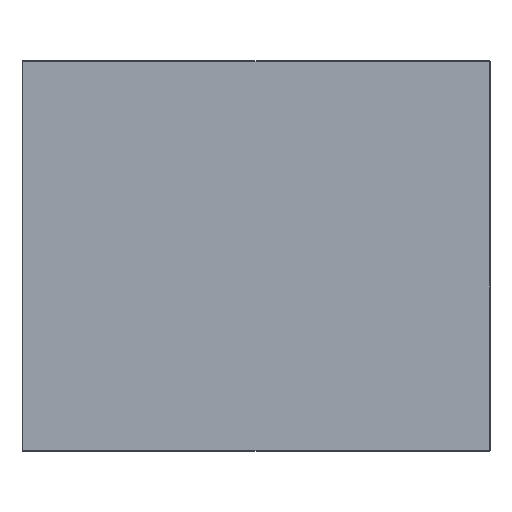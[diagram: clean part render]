
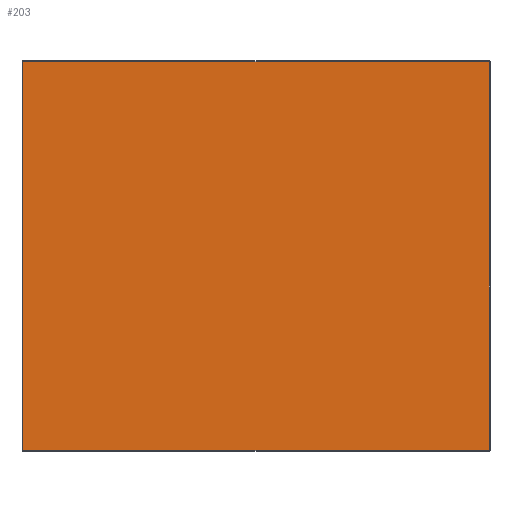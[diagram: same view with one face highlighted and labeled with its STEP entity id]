
A CAD part, top view. The second image highlights one B-rep face of the part: STEP entity #203.
In plain terms, the highlighted face is planar.
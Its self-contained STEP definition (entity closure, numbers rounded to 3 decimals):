
#203=ADVANCED_FACE('',(#261),#916,.T.);
#261=FACE_OUTER_BOUND('',#320,.T.);
#320=EDGE_LOOP('',(#499,#500,#501,#502));
#499=ORIENTED_EDGE('',*,*,#675,.F.);
#500=ORIENTED_EDGE('',*,*,#676,.F.);
#501=ORIENTED_EDGE('',*,*,#677,.F.);
#502=ORIENTED_EDGE('',*,*,#674,.F.);
#674=EDGE_CURVE('',#873,#874,#795,.T.);
#675=EDGE_CURVE('',#875,#873,#796,.T.);
#676=EDGE_CURVE('',#876,#875,#797,.T.);
#677=EDGE_CURVE('',#874,#876,#798,.T.);
#795=B_SPLINE_CURVE_WITH_KNOTS('',1,(#1767,#1768),.UNSPECIFIED.,.F.,.F.,
(2,2),(-498.,0.),.UNSPECIFIED.);
#796=B_SPLINE_CURVE_WITH_KNOTS('',1,(#1769,#1770),.UNSPECIFIED.,.F.,.F.,
(2,2),(-598.,0.),.UNSPECIFIED.);
#797=B_SPLINE_CURVE_WITH_KNOTS('',1,(#1771,#1772),.UNSPECIFIED.,.F.,.F.,
(2,2),(-498.,0.),.UNSPECIFIED.);
#798=B_SPLINE_CURVE_WITH_KNOTS('',1,(#1773,#1774),.UNSPECIFIED.,.F.,.F.,
(2,2),(-598.,0.),.UNSPECIFIED.);
#873=VERTEX_POINT('',#1713);
#874=VERTEX_POINT('',#1714);
#875=VERTEX_POINT('',#1715);
#876=VERTEX_POINT('',#1716);
#916=PLANE('',#1085);
#1085=AXIS2_PLACEMENT_3D('',#1404,#1159,$);
#1159=DIRECTION('',(0.,1.,0.));
#1404=CARTESIAN_POINT('',(-358.8,50.,298.8));
#1713=CARTESIAN_POINT('',(299.,50.,-249.));
#1714=CARTESIAN_POINT('',(299.,50.,249.));
#1715=CARTESIAN_POINT('',(-299.,50.,-249.));
#1716=CARTESIAN_POINT('',(-299.,50.,249.));
#1767=CARTESIAN_POINT('',(299.,50.,-249.));
#1768=CARTESIAN_POINT('',(299.,50.,249.));
#1769=CARTESIAN_POINT('',(-299.,50.,-249.));
#1770=CARTESIAN_POINT('',(299.,50.,-249.));
#1771=CARTESIAN_POINT('',(-299.,50.,249.));
#1772=CARTESIAN_POINT('',(-299.,50.,-249.));
#1773=CARTESIAN_POINT('',(299.,50.,249.));
#1774=CARTESIAN_POINT('',(-299.,50.,249.));
